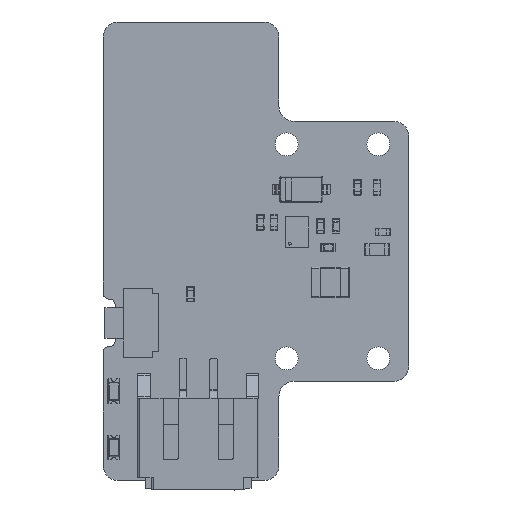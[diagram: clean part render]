
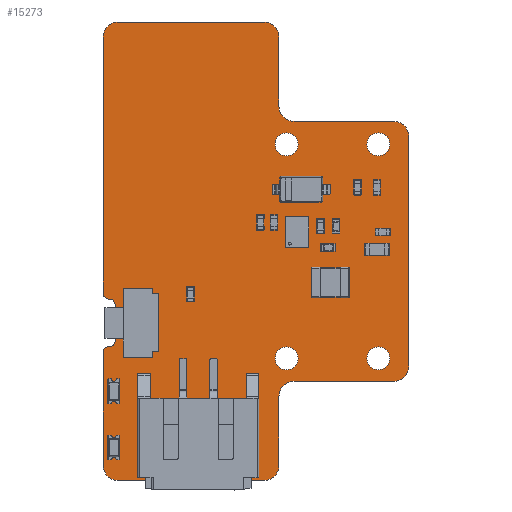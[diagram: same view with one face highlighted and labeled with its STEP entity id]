
A CAD part, top view. The second image highlights one B-rep face of the part: STEP entity #15273.
In plain terms, the highlighted planar face has unit normal (0, 0, 1).
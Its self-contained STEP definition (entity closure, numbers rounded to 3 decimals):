
#10398=FACE_OUTER_BOUND($,#12230,.F.);
#10422=FACE_OUTER_BOUND($,#12254,.T.);
#10426=FACE_OUTER_BOUND($,#12258,.T.);
#10430=FACE_OUTER_BOUND($,#12262,.T.);
#10434=FACE_OUTER_BOUND($,#12266,.T.);
#10438=FACE_OUTER_BOUND($,#12270,.T.);
#10442=FACE_OUTER_BOUND($,#12274,.T.);
#12230=EDGE_LOOP($,(#21027,#21028,#21029,#21030,#21031,#21032,#21033,#21034,
#21035,#21036,#21037,#21038,#21039,#21040,#21041,#21042,#21043,#21044,#21045,
#21046,#21047,#21048));
#12254=EDGE_LOOP($,(#21159,#21160));
#12258=EDGE_LOOP($,(#21171,#21172));
#12262=EDGE_LOOP($,(#21183,#21184));
#12266=EDGE_LOOP($,(#21195,#21196));
#12270=EDGE_LOOP($,(#21207,#21208));
#12274=EDGE_LOOP($,(#21219,#21220));
#14091=PLANE($,#18141);
#15273=ADVANCED_FACE($,(#10398,#10422,#10426,#10430,#10434,#10438,#10442),
#14091,.T.);
#17091=CIRCLE($,#18129,1.);
#17092=CIRCLE($,#18130,1.);
#17093=CIRCLE($,#18131,1.);
#17094=CIRCLE($,#18132,1.);
#17095=CIRCLE($,#18133,1.);
#17096=CIRCLE($,#18134,0.4);
#17097=CIRCLE($,#18135,0.4);
#17098=CIRCLE($,#18136,0.4);
#17099=CIRCLE($,#18137,0.4);
#17100=CIRCLE($,#18138,1.);
#17101=CIRCLE($,#18139,1.);
#17102=CIRCLE($,#18140,1.);
#17115=CIRCLE($,#18177,0.75);
#17116=CIRCLE($,#18178,0.75);
#17119=CIRCLE($,#18183,0.75);
#17120=CIRCLE($,#18184,0.75);
#17123=CIRCLE($,#18189,0.75);
#17124=CIRCLE($,#18190,0.75);
#17127=CIRCLE($,#18195,0.75);
#17128=CIRCLE($,#18196,0.75);
#17131=CIRCLE($,#18201,0.35);
#17132=CIRCLE($,#18202,0.35);
#17135=CIRCLE($,#18207,0.35);
#17136=CIRCLE($,#18208,0.35);
#18129=AXIS2_PLACEMENT_3D($,#54797,#45636,$);
#18130=AXIS2_PLACEMENT_3D($,#54798,#45636,$);
#18131=AXIS2_PLACEMENT_3D($,#54799,#45636,$);
#18132=AXIS2_PLACEMENT_3D($,#54800,#45636,$);
#18133=AXIS2_PLACEMENT_3D($,#54801,#45636,$);
#18134=AXIS2_PLACEMENT_3D($,#54802,#45636,$);
#18135=AXIS2_PLACEMENT_3D($,#54803,#45636,$);
#18136=AXIS2_PLACEMENT_3D($,#54804,#45636,$);
#18137=AXIS2_PLACEMENT_3D($,#54805,#45636,$);
#18138=AXIS2_PLACEMENT_3D($,#54806,#45636,$);
#18139=AXIS2_PLACEMENT_3D($,#54807,#45636,$);
#18140=AXIS2_PLACEMENT_3D($,#54808,#45636,$);
#18141=AXIS2_PLACEMENT_3D($,#54775,#45636,$);
#18177=AXIS2_PLACEMENT_3D($,#54859,#45636,$);
#18178=AXIS2_PLACEMENT_3D($,#54860,#45636,$);
#18183=AXIS2_PLACEMENT_3D($,#54871,#45636,$);
#18184=AXIS2_PLACEMENT_3D($,#54872,#45636,$);
#18189=AXIS2_PLACEMENT_3D($,#54883,#45636,$);
#18190=AXIS2_PLACEMENT_3D($,#54884,#45636,$);
#18195=AXIS2_PLACEMENT_3D($,#54895,#45636,$);
#18196=AXIS2_PLACEMENT_3D($,#54896,#45636,$);
#18201=AXIS2_PLACEMENT_3D($,#54907,#45636,$);
#18202=AXIS2_PLACEMENT_3D($,#54908,#45636,$);
#18207=AXIS2_PLACEMENT_3D($,#54919,#45636,$);
#18208=AXIS2_PLACEMENT_3D($,#54920,#45636,$);
#21027=ORIENTED_EDGE($,*,*,#30533,.T.);
#21028=ORIENTED_EDGE($,*,*,#30534,.T.);
#21029=ORIENTED_EDGE($,*,*,#30535,.T.);
#21030=ORIENTED_EDGE($,*,*,#30536,.T.);
#21031=ORIENTED_EDGE($,*,*,#30537,.T.);
#21032=ORIENTED_EDGE($,*,*,#30538,.T.);
#21033=ORIENTED_EDGE($,*,*,#30539,.T.);
#21034=ORIENTED_EDGE($,*,*,#30540,.T.);
#21035=ORIENTED_EDGE($,*,*,#30541,.T.);
#21036=ORIENTED_EDGE($,*,*,#30542,.T.);
#21037=ORIENTED_EDGE($,*,*,#30543,.T.);
#21038=ORIENTED_EDGE($,*,*,#30544,.T.);
#21039=ORIENTED_EDGE($,*,*,#30545,.T.);
#21040=ORIENTED_EDGE($,*,*,#30546,.T.);
#21041=ORIENTED_EDGE($,*,*,#30547,.T.);
#21042=ORIENTED_EDGE($,*,*,#30548,.T.);
#21043=ORIENTED_EDGE($,*,*,#30549,.T.);
#21044=ORIENTED_EDGE($,*,*,#30550,.T.);
#21045=ORIENTED_EDGE($,*,*,#30551,.T.);
#21046=ORIENTED_EDGE($,*,*,#30552,.T.);
#21047=ORIENTED_EDGE($,*,*,#30553,.T.);
#21048=ORIENTED_EDGE($,*,*,#30554,.T.);
#21159=ORIENTED_EDGE($,*,*,#30600,.T.);
#21160=ORIENTED_EDGE($,*,*,#30601,.T.);
#21171=ORIENTED_EDGE($,*,*,#30607,.T.);
#21172=ORIENTED_EDGE($,*,*,#30608,.T.);
#21183=ORIENTED_EDGE($,*,*,#30614,.T.);
#21184=ORIENTED_EDGE($,*,*,#30615,.T.);
#21195=ORIENTED_EDGE($,*,*,#30621,.T.);
#21196=ORIENTED_EDGE($,*,*,#30622,.T.);
#21207=ORIENTED_EDGE($,*,*,#30628,.T.);
#21208=ORIENTED_EDGE($,*,*,#30629,.T.);
#21219=ORIENTED_EDGE($,*,*,#30635,.T.);
#21220=ORIENTED_EDGE($,*,*,#30636,.T.);
#30533=EDGE_CURVE($,#42445,#42446,#38869,.T.);
#30534=EDGE_CURVE($,#42446,#42447,#17091,.F.);
#30535=EDGE_CURVE($,#42447,#42448,#38870,.T.);
#30536=EDGE_CURVE($,#42448,#42449,#17092,.F.);
#30537=EDGE_CURVE($,#42449,#42450,#38871,.T.);
#30538=EDGE_CURVE($,#42450,#42451,#17093,.T.);
#30539=EDGE_CURVE($,#42451,#42452,#38872,.T.);
#30540=EDGE_CURVE($,#42452,#42453,#17094,.F.);
#30541=EDGE_CURVE($,#42453,#42454,#38873,.T.);
#30542=EDGE_CURVE($,#42454,#42455,#17095,.F.);
#30543=EDGE_CURVE($,#42455,#42456,#38874,.T.);
#30544=EDGE_CURVE($,#42456,#42457,#17096,.F.);
#30545=EDGE_CURVE($,#42457,#42458,#17097,.T.);
#30546=EDGE_CURVE($,#42458,#42459,#38875,.T.);
#30547=EDGE_CURVE($,#42459,#42460,#17098,.T.);
#30548=EDGE_CURVE($,#42460,#42461,#17099,.F.);
#30549=EDGE_CURVE($,#42461,#42462,#38876,.T.);
#30550=EDGE_CURVE($,#42462,#42463,#17100,.F.);
#30551=EDGE_CURVE($,#42463,#42464,#38877,.T.);
#30552=EDGE_CURVE($,#42464,#42465,#17101,.F.);
#30553=EDGE_CURVE($,#42465,#42466,#38878,.T.);
#30554=EDGE_CURVE($,#42466,#42445,#17102,.T.);
#30600=EDGE_CURVE($,#42491,#42492,#17115,.F.);
#30601=EDGE_CURVE($,#42492,#42491,#17116,.F.);
#30607=EDGE_CURVE($,#42497,#42498,#17119,.F.);
#30608=EDGE_CURVE($,#42498,#42497,#17120,.F.);
#30614=EDGE_CURVE($,#42503,#42504,#17123,.F.);
#30615=EDGE_CURVE($,#42504,#42503,#17124,.F.);
#30621=EDGE_CURVE($,#42509,#42510,#17127,.F.);
#30622=EDGE_CURVE($,#42510,#42509,#17128,.F.);
#30628=EDGE_CURVE($,#42515,#42516,#17131,.F.);
#30629=EDGE_CURVE($,#42516,#42515,#17132,.F.);
#30635=EDGE_CURVE($,#42521,#42522,#17135,.F.);
#30636=EDGE_CURVE($,#42522,#42521,#17136,.F.);
#35293=VECTOR($,#45639,6.5);
#35294=VECTOR($,#45640,15.);
#35295=VECTOR($,#45641,6.5);
#35296=VECTOR($,#45642,4.5);
#35297=VECTOR($,#45643,9.5);
#35298=VECTOR($,#45644,7.37);
#35299=VECTOR($,#45645,2.3);
#35300=VECTOR($,#45646,16.73);
#35301=VECTOR($,#45647,9.5);
#35302=VECTOR($,#45648,4.5);
#38869=LINE($,#54774,#35293);
#38870=LINE($,#54776,#35294);
#38871=LINE($,#54778,#35295);
#38872=LINE($,#54780,#35296);
#38873=LINE($,#54782,#35297);
#38874=LINE($,#54784,#35298);
#38875=LINE($,#54787,#35299);
#38876=LINE($,#54790,#35300);
#38877=LINE($,#54792,#35301);
#38878=LINE($,#54794,#35302);
#42445=VERTEX_POINT($,#54774);
#42446=VERTEX_POINT($,#54775);
#42447=VERTEX_POINT($,#54776);
#42448=VERTEX_POINT($,#54777);
#42449=VERTEX_POINT($,#54778);
#42450=VERTEX_POINT($,#54779);
#42451=VERTEX_POINT($,#54780);
#42452=VERTEX_POINT($,#54781);
#42453=VERTEX_POINT($,#54782);
#42454=VERTEX_POINT($,#54783);
#42455=VERTEX_POINT($,#54784);
#42456=VERTEX_POINT($,#54785);
#42457=VERTEX_POINT($,#54786);
#42458=VERTEX_POINT($,#54787);
#42459=VERTEX_POINT($,#54788);
#42460=VERTEX_POINT($,#54789);
#42461=VERTEX_POINT($,#54790);
#42462=VERTEX_POINT($,#54791);
#42463=VERTEX_POINT($,#54792);
#42464=VERTEX_POINT($,#54793);
#42465=VERTEX_POINT($,#54794);
#42466=VERTEX_POINT($,#54795);
#42491=VERTEX_POINT($,#54856);
#42492=VERTEX_POINT($,#54857);
#42497=VERTEX_POINT($,#54868);
#42498=VERTEX_POINT($,#54869);
#42503=VERTEX_POINT($,#54880);
#42504=VERTEX_POINT($,#54881);
#42509=VERTEX_POINT($,#54892);
#42510=VERTEX_POINT($,#54893);
#42515=VERTEX_POINT($,#54904);
#42516=VERTEX_POINT($,#54905);
#42521=VERTEX_POINT($,#54916);
#42522=VERTEX_POINT($,#54917);
#45636=DIRECTION($,(0.,0.,1.));
#45639=DIRECTION($,(1.,0.,0.));
#45640=DIRECTION($,(0.,-1.,0.));
#45641=DIRECTION($,(-1.,0.,0.));
#45642=DIRECTION($,(0.,-1.,0.));
#45643=DIRECTION($,(-1.,0.,0.));
#45644=DIRECTION($,(0.,1.,0.));
#45645=DIRECTION($,(0.,1.,0.));
#45646=DIRECTION($,(0.,1.,0.));
#45647=DIRECTION($,(1.,0.,0.));
#45648=DIRECTION($,(0.,-1.,0.));
#54774=CARTESIAN_POINT('',(12.5,23.5,0.));
#54775=CARTESIAN_POINT('',(19.,23.5,0.));
#54776=CARTESIAN_POINT('',(20.,22.5,0.));
#54777=CARTESIAN_POINT('',(20.,7.5,0.));
#54778=CARTESIAN_POINT('',(19.,6.5,0.));
#54779=CARTESIAN_POINT('',(12.5,6.5,0.));
#54780=CARTESIAN_POINT('',(11.5,5.5,0.));
#54781=CARTESIAN_POINT('',(11.5,1.,0.));
#54782=CARTESIAN_POINT('',(10.5,0.,0.));
#54783=CARTESIAN_POINT('',(1.,0.,0.));
#54784=CARTESIAN_POINT('',(0.,1.,0.));
#54785=CARTESIAN_POINT('',(0.,8.37,0.));
#54786=CARTESIAN_POINT('',(0.4,8.77,0.));
#54787=CARTESIAN_POINT('',(0.8,9.17,0.));
#54788=CARTESIAN_POINT('',(0.8,11.47,0.));
#54789=CARTESIAN_POINT('',(0.4,11.87,0.));
#54790=CARTESIAN_POINT('',(0.,12.27,0.));
#54791=CARTESIAN_POINT('',(0.,29.,0.));
#54792=CARTESIAN_POINT('',(1.,30.,0.));
#54793=CARTESIAN_POINT('',(10.5,30.,0.));
#54794=CARTESIAN_POINT('',(11.5,29.,0.));
#54795=CARTESIAN_POINT('',(11.5,24.5,0.));
#54797=CARTESIAN_POINT('',(19.,22.5,0.));
#54798=CARTESIAN_POINT('',(19.,7.5,0.));
#54799=CARTESIAN_POINT('',(12.5,5.5,0.));
#54800=CARTESIAN_POINT('',(10.5,1.,0.));
#54801=CARTESIAN_POINT('',(1.,1.,0.));
#54802=CARTESIAN_POINT('',(0.4,8.37,0.));
#54803=CARTESIAN_POINT('',(0.4,9.17,0.));
#54804=CARTESIAN_POINT('',(0.4,11.47,0.));
#54805=CARTESIAN_POINT('',(0.4,12.27,0.));
#54806=CARTESIAN_POINT('',(1.,29.,0.));
#54807=CARTESIAN_POINT('',(10.5,29.,0.));
#54808=CARTESIAN_POINT('',(12.5,24.5,0.));
#54856=CARTESIAN_POINT('',(12.75,22.,0.));
#54857=CARTESIAN_POINT('',(11.25,22.,0.));
#54859=CARTESIAN_POINT('',(12.,22.,0.));
#54860=CARTESIAN_POINT('',(12.,22.,0.));
#54868=CARTESIAN_POINT('',(12.75,8.,0.));
#54869=CARTESIAN_POINT('',(11.25,8.,0.));
#54871=CARTESIAN_POINT('',(12.,8.,0.));
#54872=CARTESIAN_POINT('',(12.,8.,0.));
#54880=CARTESIAN_POINT('',(18.75,8.,0.));
#54881=CARTESIAN_POINT('',(17.25,8.,0.));
#54883=CARTESIAN_POINT('',(18.,8.,0.));
#54884=CARTESIAN_POINT('',(18.,8.,0.));
#54892=CARTESIAN_POINT('',(18.75,22.,0.));
#54893=CARTESIAN_POINT('',(17.25,22.,0.));
#54895=CARTESIAN_POINT('',(18.,22.,0.));
#54896=CARTESIAN_POINT('',(18.,22.,0.));
#54904=CARTESIAN_POINT('',(2.57,11.17,0.));
#54905=CARTESIAN_POINT('',(1.87,11.17,0.));
#54907=CARTESIAN_POINT('',(2.22,11.17,0.));
#54908=CARTESIAN_POINT('',(2.22,11.17,0.));
#54916=CARTESIAN_POINT('',(2.57,9.47,0.));
#54917=CARTESIAN_POINT('',(1.87,9.47,0.));
#54919=CARTESIAN_POINT('',(2.22,9.47,0.));
#54920=CARTESIAN_POINT('',(2.22,9.47,0.));
